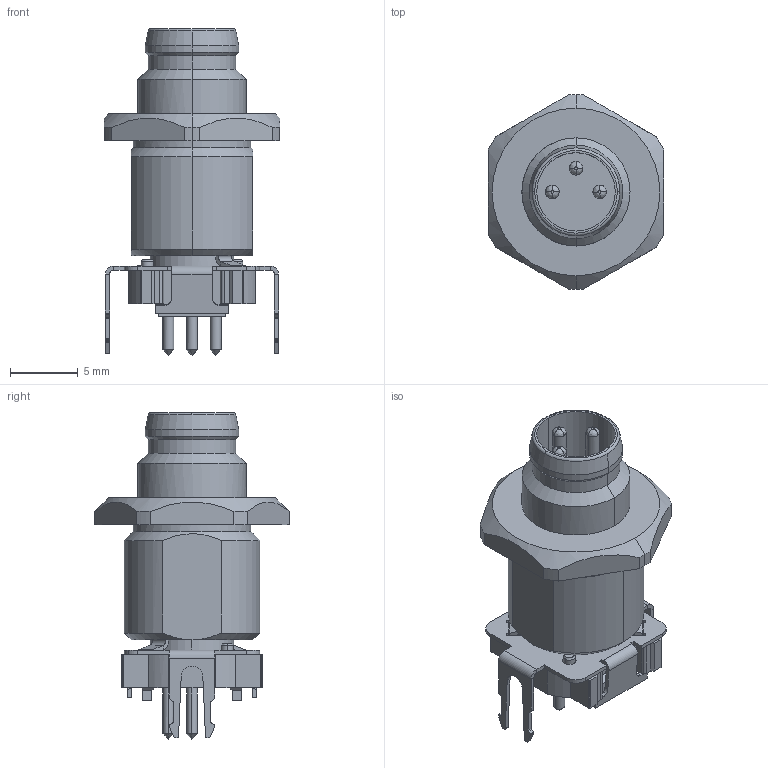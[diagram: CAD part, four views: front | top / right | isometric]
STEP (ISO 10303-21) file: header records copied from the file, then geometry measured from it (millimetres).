
FILE_DESCRIPTION(('CATIA V5R24 STEP','CAx-IF Rec.Pracs.--- Model Styling and Organization---1.2---2011-12-15'),'2;1');
FILE_NAME ('D1461892_0_2423460000_2423460000.stp','2017-05-30T04:56:04+00:00',('none'),('Weidmueller'),'CATIA Version 5-6 Release 2014 SP4 HF52','CATIA V5 STEP AP214','none');
FILE_SCHEMA(('AUTOMOTIVE_DESIGN { 1 0 10303 214 1 1 1 1 }'));
Length unit declared in the file: millimetre
Products named in the file (1): 2423460000
Bounding box: 13 x 14.4 x 24.15 mm (x, y, z)
Volume: 1258.2 mm3; surface area: 1947 mm2
Topology: 3 solids, 3 shells, 409 faces, 1105 edges, 709 vertices
Faces by surface type: plane 196, cylinder 171, cone 24, bspline 12, torus 6
Entity records: 13015 total; most frequent: CARTESIAN_POINT 3042, ORIENTED_EDGE 2198, DIRECTION 1791, EDGE_CURVE 1099, AXIS2_PLACEMENT_3D 738, VERTEX_POINT 709, VECTOR 662, LINE 662
